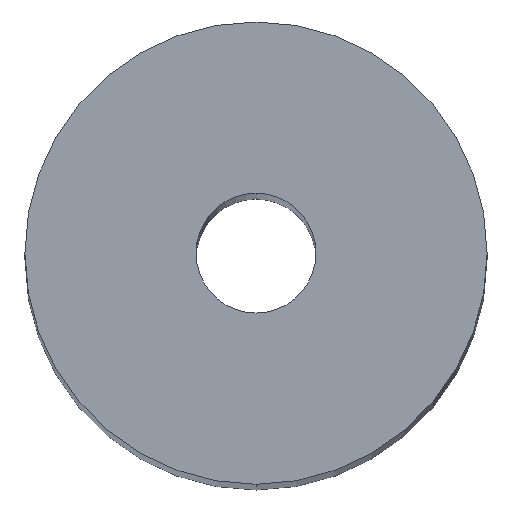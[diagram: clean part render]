
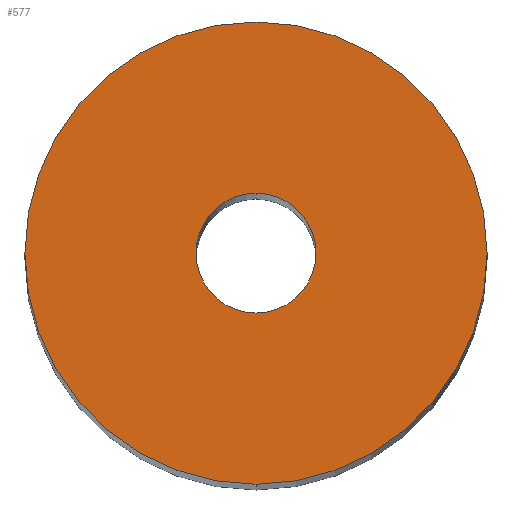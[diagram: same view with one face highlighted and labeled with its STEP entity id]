
A CAD part, top view. The second image highlights one B-rep face of the part: STEP entity #577.
In plain terms, the highlighted planar face has unit normal (0, 0, 1).
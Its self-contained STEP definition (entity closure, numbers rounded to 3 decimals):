
#477=VERTEX_POINT('NONE',#1246);
#509=EDGE_CURVE('NONE',#629,#835,#1278,.T.);
#577=ADVANCED_FACE('NONE',(#1354,#1355),#1356,.T.);
#621=EDGE_CURVE('NONE',#835,#629,#1406,.T.);
#629=VERTEX_POINT('NONE',#1415);
#693=EDGE_CURVE('NONE',#1079,#477,#1485,.T.);
#835=VERTEX_POINT('NONE',#1642);
#907=EDGE_CURVE('NONE',#477,#1079,#1724,.T.);
#1079=VERTEX_POINT('NONE',#1913);
#1246=CARTESIAN_POINT('',(0.,13.5,220.0));
#1278=CIRCLE('',#2191,3.5);
#1354=FACE_OUTER_BOUND('',#2295,.T.);
#1355=FACE_BOUND('',#2296,.T.);
#1356=PLANE('',#2297);
#1406=CIRCLE('',#2372,3.5);
#1415=CARTESIAN_POINT('',(0.,-3.5,220.0));
#1485=CIRCLE('',#2472,13.5);
#1642=CARTESIAN_POINT('',(0.,3.5,220.0));
#1724=CIRCLE('',#2906,13.5);
#1913=CARTESIAN_POINT('',(0.,-13.5,220.0));
#2191=AXIS2_PLACEMENT_3D('',#3429,#3430,#3431);
#2295=EDGE_LOOP('',(#3521,#3522));
#2296=EDGE_LOOP('',(#3523,#3524));
#2297=AXIS2_PLACEMENT_3D('',#3525,#3526,#3527);
#2372=AXIS2_PLACEMENT_3D('',#3590,#3591,#3592);
#2472=AXIS2_PLACEMENT_3D('',#3684,#3685,#3686);
#2906=AXIS2_PLACEMENT_3D('',#3969,#3970,#3971);
#3429=CARTESIAN_POINT('',(0.,0.,220.0));
#3430=DIRECTION('',(0.0,0.0,1.0));
#3431=DIRECTION('',(0.,-1.0,-0.0));
#3521=ORIENTED_EDGE('',*,*,#907,.F.);
#3522=ORIENTED_EDGE('',*,*,#693,.F.);
#3523=ORIENTED_EDGE('',*,*,#509,.F.);
#3524=ORIENTED_EDGE('',*,*,#621,.F.);
#3525=CARTESIAN_POINT('',(0.,13.5,220.0));
#3526=DIRECTION('',(0.,0.,1.0));
#3527=DIRECTION('',(0.,1.0,0.));
#3590=CARTESIAN_POINT('',(0.,0.,220.0));
#3591=DIRECTION('',(0.0,0.0,1.0));
#3592=DIRECTION('',(0.,-1.0,-0.0));
#3684=CARTESIAN_POINT('',(0.,0.,220.0));
#3685=DIRECTION('',(0.0,0.0,-1.0));
#3686=DIRECTION('',(0.,1.0,0.0));
#3969=CARTESIAN_POINT('',(0.,0.,220.0));
#3970=DIRECTION('',(0.0,0.0,-1.0));
#3971=DIRECTION('',(0.,1.0,0.0));
